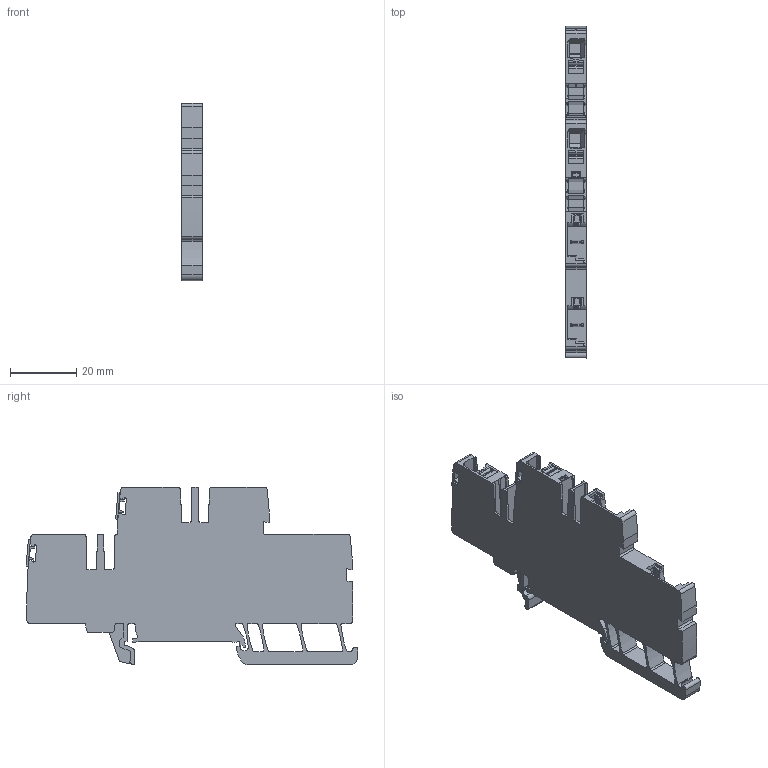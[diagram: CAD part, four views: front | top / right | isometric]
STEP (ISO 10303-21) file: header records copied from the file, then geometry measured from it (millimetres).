
FILE_DESCRIPTION(('CATIA V5R22 STEP214','CAx-IF Rec.Pracs.--- Model Styling and Organization---1.4--- 2014-01-23'),'2;1');
FILE_NAME ('1135707-1_1', '2019-07-10T05:23:31+00:00', ('Weidmueller Interface'), ('Weidmueller'), 'CATIA Version 5-6 Release 2016 SP3 HF44', 'CATIA V5 STEP AP214', 'none');
FILE_SCHEMA(('AUTOMOTIVE_DESIGN { 1 0 10303 214 1 1 1 1 }'));
Length unit declared in the file: millimetre
Products named in the file (1): 2676060000_APGTB_4_2T_4C-2_DL_BL
Bounding box: 6.1 x 100.19 x 53.6 mm (x, y, z)
Volume: 17951.3 mm3; surface area: 13143.8 mm2
Topology: 7 solids, 9 shells, 769 faces, 2212 edges, 1453 vertices
Faces by surface type: plane 426, cylinder 319, torus 11, bspline 10, sphere 3
Entity records: 29154 total; most frequent: CARTESIAN_POINT 9619, ORIENTED_EDGE 4402, DIRECTION 3386, EDGE_CURVE 2201, VECTOR 1502, LINE 1502, VERTEX_POINT 1453, AXIS2_PLACEMENT_3D 1225
